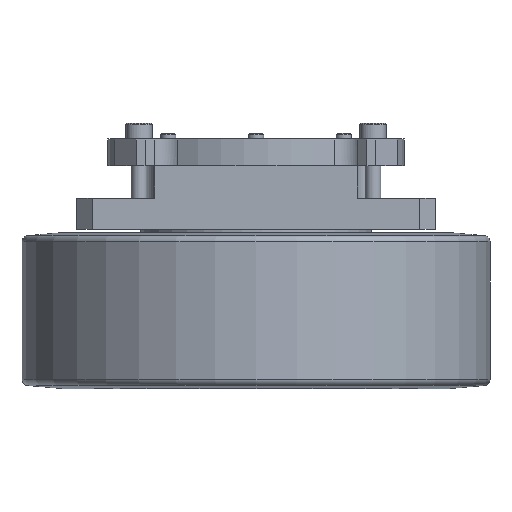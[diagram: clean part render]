
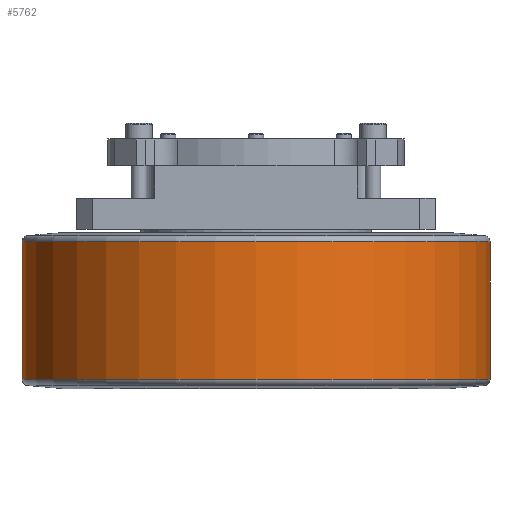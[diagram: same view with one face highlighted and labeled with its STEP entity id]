
A CAD part, front view. The second image highlights one B-rep face of the part: STEP entity #5762.
In plain terms, the highlighted cylindrical face has radius 75 mm (diameter 150 mm), a full revolution.
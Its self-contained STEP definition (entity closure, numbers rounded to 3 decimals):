
#159=CYLINDRICAL_SURFACE('',#6322,75.);
#478=CIRCLE('',#6318,75.);
#479=CIRCLE('',#6319,75.);
#480=CIRCLE('',#6320,75.);
#482=CIRCLE('',#6323,75.);
#483=CIRCLE('',#6324,75.);
#484=CIRCLE('',#6325,75.);
#796=FACE_OUTER_BOUND('',#1145,.T.);
#1145=EDGE_LOOP('',(#4672,#4673,#4674,#4675,#4676,#4677,#4678,#4679));
#1612=LINE('',#9548,#2055);
#2055=VECTOR('',#7790,75.);
#2569=VERTEX_POINT('',#9538);
#2570=VERTEX_POINT('',#9540);
#2571=VERTEX_POINT('',#9542);
#2572=VERTEX_POINT('',#9547);
#2573=VERTEX_POINT('',#9549);
#2574=VERTEX_POINT('',#9551);
#3307=EDGE_CURVE('',#2569,#2570,#478,.T.);
#3308=EDGE_CURVE('',#2570,#2571,#479,.T.);
#3309=EDGE_CURVE('',#2571,#2569,#480,.T.);
#3311=EDGE_CURVE('',#2570,#2572,#1612,.T.);
#3312=EDGE_CURVE('',#2573,#2572,#482,.T.);
#3313=EDGE_CURVE('',#2574,#2573,#483,.T.);
#3314=EDGE_CURVE('',#2572,#2574,#484,.T.);
#4672=ORIENTED_EDGE('',*,*,#3309,.F.);
#4673=ORIENTED_EDGE('',*,*,#3308,.F.);
#4674=ORIENTED_EDGE('',*,*,#3311,.T.);
#4675=ORIENTED_EDGE('',*,*,#3312,.F.);
#4676=ORIENTED_EDGE('',*,*,#3313,.F.);
#4677=ORIENTED_EDGE('',*,*,#3314,.F.);
#4678=ORIENTED_EDGE('',*,*,#3311,.F.);
#4679=ORIENTED_EDGE('',*,*,#3307,.F.);
#5762=ADVANCED_FACE('',(#796),#159,.T.);
#6318=AXIS2_PLACEMENT_3D('',#9541,#7780,#7781);
#6319=AXIS2_PLACEMENT_3D('',#9543,#7782,#7783);
#6320=AXIS2_PLACEMENT_3D('',#9544,#7784,#7785);
#6322=AXIS2_PLACEMENT_3D('',#9546,#7788,#7789);
#6323=AXIS2_PLACEMENT_3D('',#9550,#7791,#7792);
#6324=AXIS2_PLACEMENT_3D('',#9552,#7793,#7794);
#6325=AXIS2_PLACEMENT_3D('',#9553,#7795,#7796);
#7780=DIRECTION('center_axis',(0.,0.,-1.));
#7781=DIRECTION('ref_axis',(0.,-1.,0.));
#7782=DIRECTION('center_axis',(0.,0.,-1.));
#7783=DIRECTION('ref_axis',(0.,-1.,0.));
#7784=DIRECTION('center_axis',(0.,0.,-1.));
#7785=DIRECTION('ref_axis',(0.,-1.,0.));
#7788=DIRECTION('center_axis',(0.,0.,-1.));
#7789=DIRECTION('ref_axis',(0.,1.,0.));
#7790=DIRECTION('',(0.,0.,1.));
#7791=DIRECTION('center_axis',(0.,0.,1.));
#7792=DIRECTION('ref_axis',(0.,-1.,0.));
#7793=DIRECTION('center_axis',(0.,0.,1.));
#7794=DIRECTION('ref_axis',(0.,-1.,0.));
#7795=DIRECTION('center_axis',(0.,0.,1.));
#7796=DIRECTION('ref_axis',(0.,-1.,0.));
#9538=CARTESIAN_POINT('',(75.,0.,-22.23));
#9540=CARTESIAN_POINT('',(0.,-75.,-22.23));
#9541=CARTESIAN_POINT('Origin',(0.,0.,
-22.23));
#9542=CARTESIAN_POINT('',(0.,75.,-22.23));
#9543=CARTESIAN_POINT('Origin',(0.,0.,
-22.23));
#9544=CARTESIAN_POINT('Origin',(0.,0.,
-22.23));
#9546=CARTESIAN_POINT('Origin',(0.,0.,
-0.2));
#9547=CARTESIAN_POINT('',(0.,-75.,21.83));
#9548=CARTESIAN_POINT('',(0.,-75.,-0.2));
#9549=CARTESIAN_POINT('',(0.,75.,21.83));
#9550=CARTESIAN_POINT('Origin',(0.,0.,
21.83));
#9551=CARTESIAN_POINT('',(75.,0.,21.83));
#9552=CARTESIAN_POINT('Origin',(0.,0.,
21.83));
#9553=CARTESIAN_POINT('Origin',(0.,0.,
21.83));
